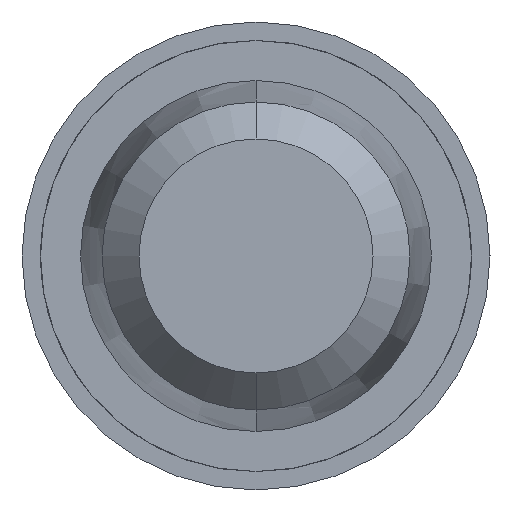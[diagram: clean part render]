
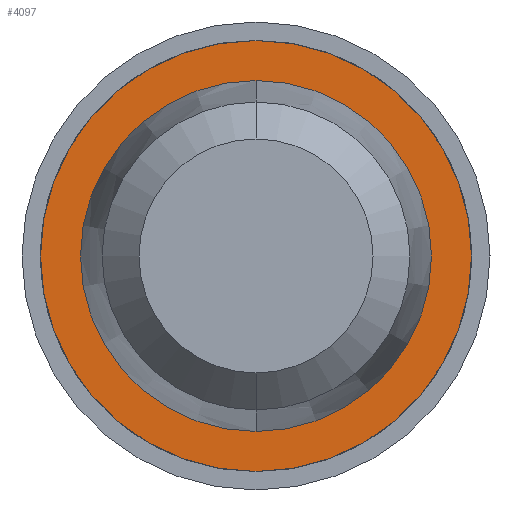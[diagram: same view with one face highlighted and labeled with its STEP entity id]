
A CAD part, front view. The second image highlights one B-rep face of the part: STEP entity #4097.
In plain terms, the highlighted planar face has unit normal (0, -1, 0).
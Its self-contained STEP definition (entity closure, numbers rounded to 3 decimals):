
#331 = CIRCLE ( 'NONE', #2643, 0.57 ) ;
#344 = ORIENTED_EDGE ( 'NONE', *, *, #3626, .F. ) ;
#475 = AXIS2_PLACEMENT_3D ( 'NONE', #2886, #1964, #1596 ) ;
#483 = CARTESIAN_POINT ( 'NONE',  ( 0., 26., -0.7 ) ) ;
#787 = CARTESIAN_POINT ( 'NONE',  ( 0., 26., 0. ) ) ;
#836 = CARTESIAN_POINT ( 'NONE',  ( 0., 26., 0. ) ) ;
#1072 = ORIENTED_EDGE ( 'NONE', *, *, #1076, .T. ) ;
#1076 = EDGE_CURVE ( 'Defeature ausgef�hrt3_16+Defeature ausgef�hrt3_17+Defeature ausgef�hrt3_17+Defeature ausgef�hrt3_17', #2932, #3867, #2793, .T. ) ;
#1104 = DIRECTION ( 'NONE',  ( 0., 0., -1. ) ) ;
#1147 = FACE_BOUND ( 'NONE', #2396, .T. ) ;
#1190 = DIRECTION ( 'NONE',  ( 0., -1., 0. ) ) ;
#1215 = EDGE_CURVE ( 'Defeature ausgef�hrt3_15+Defeature ausgef�hrt3_16+Defeature ausgef�hrt3_16+Defeature ausgef�hrt3_16', #2882, #3240, #331, .T. ) ;
#1418 = EDGE_CURVE ( 'Defeature ausgef�hrt3_16+Defeature ausgef�hrt3_17+Defeature ausgef�hrt3_17+Defeature ausgef�hrt3_17', #3867, #2932, #3547, .T. ) ;
#1596 = DIRECTION ( 'NONE',  ( 0., 0., -1. ) ) ;
#1603 = CARTESIAN_POINT ( 'NONE',  ( 0., 26., 0. ) ) ;
#1636 = DIRECTION ( 'NONE',  ( 0., 0., -1. ) ) ;
#1914 = PLANE ( 'NONE',  #475 ) ;
#1964 = DIRECTION ( 'NONE',  ( 0., -1., 0. ) ) ;
#2094 = CARTESIAN_POINT ( 'NONE',  ( 0., 26., 0.57 ) ) ;
#2102 = DIRECTION ( 'NONE',  ( 0., 0., -1. ) ) ;
#2158 = DIRECTION ( 'NONE',  ( 0., 0., -1. ) ) ;
#2396 = EDGE_LOOP ( 'NONE', ( #344, #4140 ) ) ;
#2402 = DIRECTION ( 'NONE',  ( 0., -1., 0. ) ) ;
#2411 = CARTESIAN_POINT ( 'NONE',  ( 0., 26., -0.57 ) ) ;
#2643 = AXIS2_PLACEMENT_3D ( 'NONE', #3474, #1190, #2158 ) ;
#2702 = AXIS2_PLACEMENT_3D ( 'NONE', #1603, #3950, #1636 ) ;
#2722 = DIRECTION ( 'NONE',  ( 0., -1., 0. ) ) ;
#2793 = CIRCLE ( 'NONE', #3519, 0.7 ) ;
#2882 = VERTEX_POINT ( 'NONE', #2411 ) ;
#2886 = CARTESIAN_POINT ( 'NONE',  ( 0.57, 26., 0. ) ) ;
#2932 = VERTEX_POINT ( 'NONE', #483 ) ;
#3240 = VERTEX_POINT ( 'NONE', #2094 ) ;
#3444 = AXIS2_PLACEMENT_3D ( 'NONE', #836, #2402, #1104 ) ;
#3474 = CARTESIAN_POINT ( 'NONE',  ( 0., 26., 0. ) ) ;
#3519 = AXIS2_PLACEMENT_3D ( 'NONE', #787, #2722, #2102 ) ;
#3547 = CIRCLE ( 'NONE', #2702, 0.7 ) ;
#3626 = EDGE_CURVE ( 'Defeature ausgef�hrt3_15+Defeature ausgef�hrt3_16+Defeature ausgef�hrt3_16+Defeature ausgef�hrt3_16', #3240, #2882, #3818, .T. ) ;
#3720 = ORIENTED_EDGE ( 'NONE', *, *, #1418, .T. ) ;
#3818 = CIRCLE ( 'NONE', #3444, 0.57 ) ;
#3867 = VERTEX_POINT ( 'NONE', #3993 ) ;
#3950 = DIRECTION ( 'NONE',  ( 0., -1., 0. ) ) ;
#3961 = EDGE_LOOP ( 'NONE', ( #1072, #3720 ) ) ;
#3993 = CARTESIAN_POINT ( 'NONE',  ( 0., 26., 0.7 ) ) ;
#4043 = FACE_OUTER_BOUND ( 'NONE', #3961, .T. ) ;
#4097 = ADVANCED_FACE ( 'Defeature ausgef�hrt3_16', ( #4043, #1147 ), #1914, .T. ) ;
#4140 = ORIENTED_EDGE ( 'NONE', *, *, #1215, .F. ) ;
